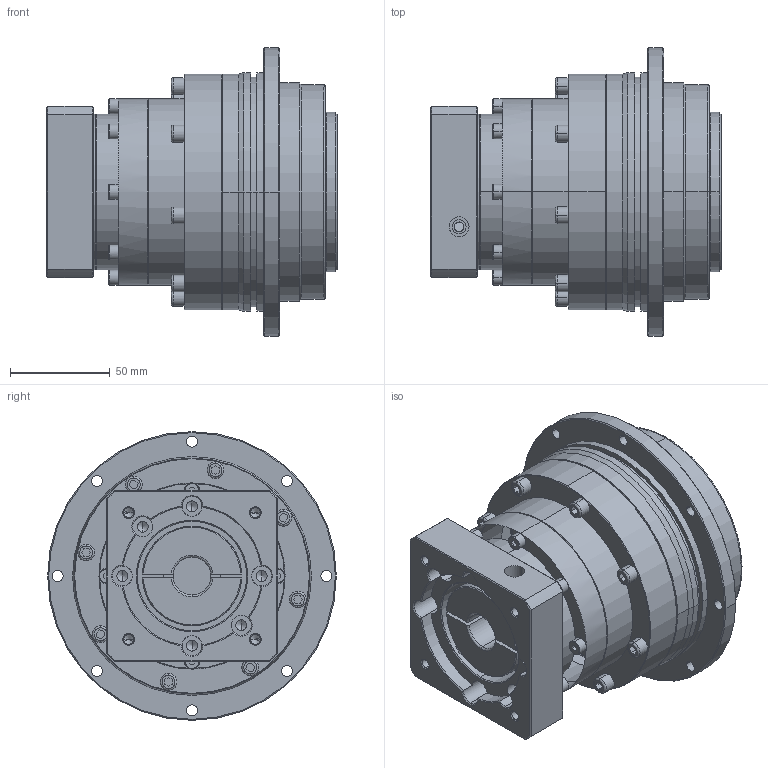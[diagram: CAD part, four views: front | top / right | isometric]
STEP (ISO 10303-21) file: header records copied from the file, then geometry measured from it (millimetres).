
FILE_DESCRIPTION (( 'STEP AP214' ), '1' );
FILE_NAME ('SD110-L2-19-70-90-M5-M6.STEP', '2022-02-19T09:17:42', ( 'admin' ), ( '' ), 'SwSTEP 2.0', 'SolidWorks 2013', '' );
FILE_SCHEMA (( 'AUTOMOTIVE_DESIGN' ));
Length unit declared in the file: millimetre
Products named in the file (4): SD110-L1; PB090-70-90M6; PB115-L2; SD110-L2-19-70-90-M5-M6
Assembly tree (3 placements, depth 2):
  SD110-L2-19-70-90-M5-M6
    PB115-L2
    PB090-70-90M6
    SD110-L1
Bounding box: 146 x 145 x 145 mm (x, y, z)
Volume: 1183497.8 mm3; surface area: 145611.7 mm2
Topology: 3 solids, 3 shells, 650 faces, 1586 edges, 968 vertices
Faces by surface type: cylinder 243, plane 196, cone 168, bspline 43
Entity records: 27109 total; most frequent: CARTESIAN_POINT 4585, DIRECTION 3357, ORIENTED_EDGE 3040, EDGE_CURVE 1520, AXIS2_PLACEMENT_3D 1317, VERTEX_POINT 967, EDGE_LOOP 783, LINE 723
